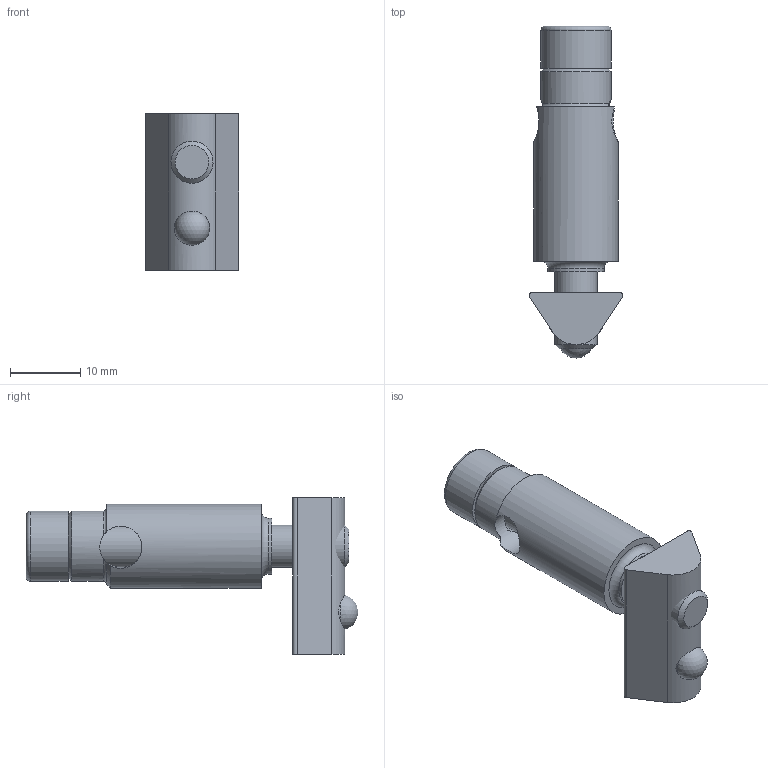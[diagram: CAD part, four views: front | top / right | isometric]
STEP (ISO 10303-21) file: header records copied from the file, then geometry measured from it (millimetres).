
FILE_DESCRIPTION(/* description */ (''),/* implementation_level */ '2;1');
FILE_NAME(/* name */ '13150_KriTec_Automatikverbindungssatz_8_VA_rostfrei.stp',/* time_stamp */ '2015-02-05T09:42:40+01:00',/* author */ ('kostic'),/* organization */ (''),/* preprocessor_version */ 'ST-DEVELOPER v15.2',/* originating_system */ 'Autodesk Inventor 2014',/* authorisation */ '');
FILE_SCHEMA (('AUTOMOTIVE_DESIGN { 1 0 10303 214 3 1 1 }'));
Length unit declared in the file: millimetre
Products named in the file (4): 11002 Nutenstein 8 St M6 glatt; KriTec Gewindehülse; Zylinderschraube DIN 912 M6x40; 13150_KriTec_Automatikverbindungssatz_8_VA_rostfrei
Bounding box: 13.32 x 47.28 x 22.3 mm (x, y, z)
Volume: 4805.3 mm3; surface area: 3875.2 mm2
Topology: 3 solids, 3 shells, 48 faces, 125 edges, 82 vertices
Faces by surface type: plane 26, cylinder 13, cone 4, torus 4, sphere 1
Full cylindrical faces by diameter (mm): 4.917 x1, 6 x3, 8 x1, 10 x2, 12 x1
Entity records: 1652 total; most frequent: CARTESIAN_POINT 470, DIRECTION 230, ORIENTED_EDGE 214, EDGE_CURVE 107, AXIS2_PLACEMENT_3D 91, VERTEX_POINT 77, EDGE_LOOP 68, LINE 48
